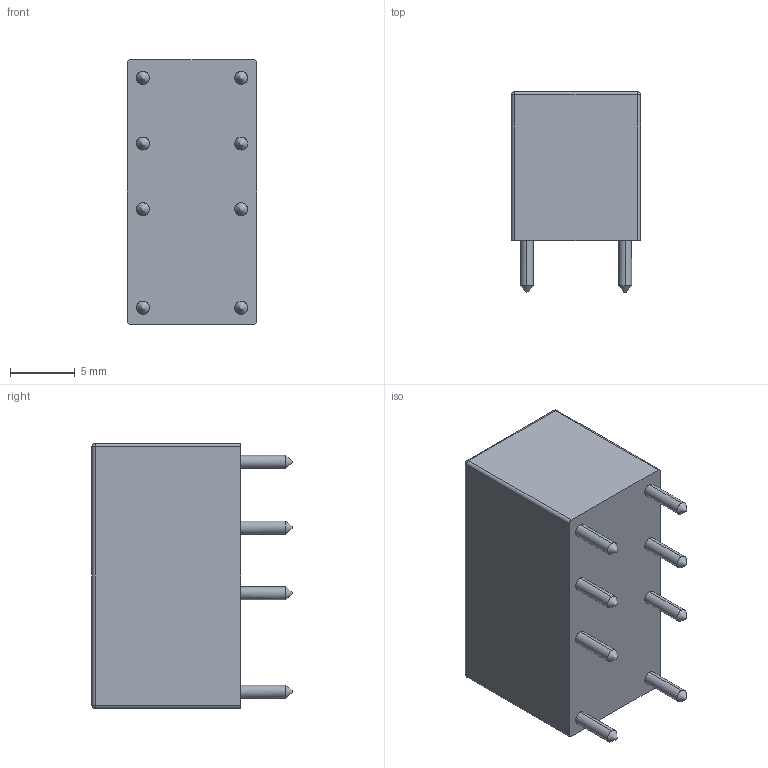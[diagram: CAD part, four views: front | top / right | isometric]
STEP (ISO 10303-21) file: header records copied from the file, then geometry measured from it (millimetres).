
FILE_DESCRIPTION (( 'STEP AP214' ), '1' );
FILE_NAME ('User Library-OMRON G5V-2 - Relay Chico.STEP', '2012-09-09T07:43:38', ( 'sysAdmin' ), ( 'SolidWorks' ), 'SwSTEP 2.0', 'SolidWorks 2012', '' );
FILE_SCHEMA (( 'AUTOMOTIVE_DESIGN' ));
Length unit declared in the file: millimetre
Products named in the file (1): User Library-OMRON G5V-2 - Relay Chico
Bounding box: 10 x 15.51 x 20.5 mm (x, y, z)
Volume: 2378.1 mm3; surface area: 1194.7 mm2
Topology: 1 solids, 1 shells, 317 faces, 847 edges, 558 vertices
Faces by surface type: plane 239, bspline 46, cylinder 28, sphere 4
Entity records: 16186 total; most frequent: CARTESIAN_POINT 5045, ORIENTED_EDGE 1686, DIRECTION 1335, EDGE_CURVE 843, VECTOR 711, LINE 711, VERTEX_POINT 558, EDGE_LOOP 347
